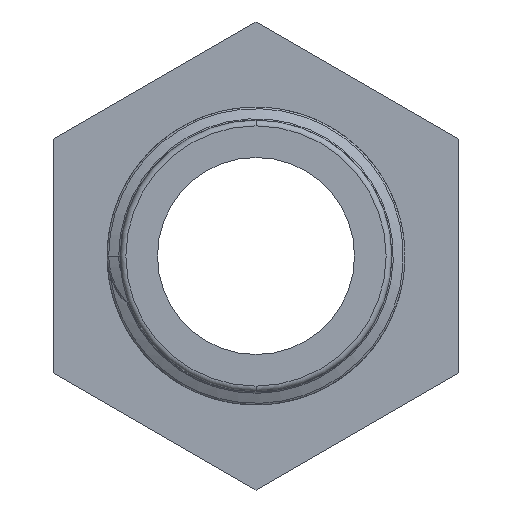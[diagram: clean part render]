
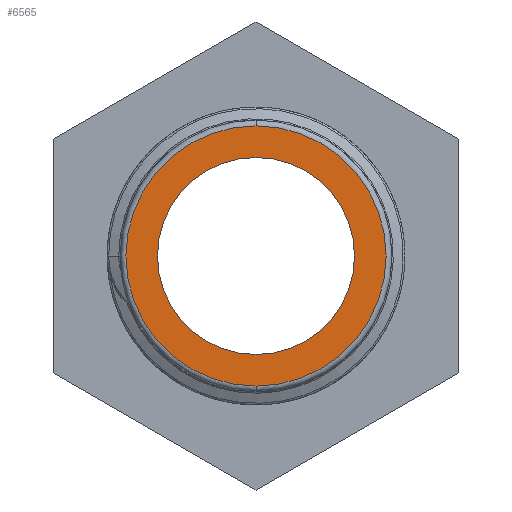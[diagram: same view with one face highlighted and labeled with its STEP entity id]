
A CAD part, left-side view. The second image highlights one B-rep face of the part: STEP entity #6565.
In plain terms, the highlighted planar face has unit normal (-1, 0, 0).
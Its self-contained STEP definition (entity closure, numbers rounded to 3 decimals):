
#2164 = CARTESIAN_POINT ( 'NONE',  ( -39.5, 0., 0. ) ) ;
#2165 = DIRECTION ( 'NONE',  ( -1., 0., 0. ) ) ;
#2166 = DIRECTION ( 'NONE',  ( 0., 0., -1. ) ) ;
#3335 = CARTESIAN_POINT ( 'NONE',  ( -39.5, 0., 0. ) ) ;
#3336 = DIRECTION ( 'NONE',  ( -1., 0., 0. ) ) ;
#3337 = DIRECTION ( 'NONE',  ( 0., 0., -1. ) ) ;
#3364 = CARTESIAN_POINT ( 'NONE',  ( -39.5, 0., 0. ) ) ;
#3365 = DIRECTION ( 'NONE',  ( -1., 0., 0. ) ) ;
#3366 = DIRECTION ( 'NONE',  ( 0., 0., 1. ) ) ;
#3601 = CARTESIAN_POINT ( 'NONE',  ( -39.5, 0., 0. ) ) ;
#3602 = DIRECTION ( 'NONE',  ( -1., 0., 0. ) ) ;
#3603 = DIRECTION ( 'NONE',  ( 0., 0., 1. ) ) ;
#3839 = CARTESIAN_POINT ( 'NONE',  ( -39.5, 0., -11.558 ) ) ;
#3870 = CARTESIAN_POINT ( 'NONE',  ( -39.5, 0., 8.75 ) ) ;
#3894 = CARTESIAN_POINT ( 'NONE',  ( -39.5, 0., -8.75 ) ) ;
#3897 = CARTESIAN_POINT ( 'NONE',  ( -39.5, 0., 11.558 ) ) ;
#3984 = CIRCLE ( 'NONE', #4021, 8.75 ) ;
#4021 = AXIS2_PLACEMENT_3D ( 'NONE', #3601, #3602, #3603 ) ;
#4214 = CARTESIAN_POINT ( 'NONE',  ( -39.5, 8.75, 0. ) ) ;
#4218 = FACE_OUTER_BOUND ( 'NONE', #8655, .T. ) ;
#4219 = FACE_BOUND ( 'NONE', #8702, .T. ) ;
#4220 = PLANE ( 'NONE',  #6340 ) ;
#4222 = DIRECTION ( 'NONE',  ( 1., 0., 0. ) ) ;
#4223 = DIRECTION ( 'NONE',  ( 0., 0., -1. ) ) ;
#6285 = ORIENTED_EDGE ( 'NONE', *, *, #6595, .T. ) ;
#6286 = ORIENTED_EDGE ( 'NONE', *, *, #7089, .T. ) ;
#6287 = ORIENTED_EDGE ( 'NONE', *, *, #7139, .F. ) ;
#6288 = ORIENTED_EDGE ( 'NONE', *, *, #7098, .F. ) ;
#6340 = AXIS2_PLACEMENT_3D ( 'NONE', #4214, #4222, #4223 ) ;
#6372 = AXIS2_PLACEMENT_3D ( 'NONE', #2164, #2165, #2166 ) ;
#6373 = CIRCLE ( 'NONE', #6372, 11.558 ) ;
#6423 = CIRCLE ( 'NONE', #6426, 11.558 ) ;
#6426 = AXIS2_PLACEMENT_3D ( 'NONE', #3335, #3336, #3337 ) ;
#6439 = CIRCLE ( 'NONE', #6443, 8.75 ) ;
#6443 = AXIS2_PLACEMENT_3D ( 'NONE', #3364, #3365, #3366 ) ;
#6565 = ADVANCED_FACE ( 'NONE', ( #4218, #4219 ), #4220, .F. ) ;
#6595 = EDGE_CURVE ( 'NONE', #8557, #8617, #6373, .T. ) ;
#7089 = EDGE_CURVE ( 'NONE', #8617, #8557, #6423, .T. ) ;
#7098 = EDGE_CURVE ( 'NONE', #8614, #8590, #6439, .T. ) ;
#7139 = EDGE_CURVE ( 'NONE', #8590, #8614, #3984, .T. ) ;
#8557 = VERTEX_POINT ( 'NONE', #3839 ) ;
#8590 = VERTEX_POINT ( 'NONE', #3870 ) ;
#8614 = VERTEX_POINT ( 'NONE', #3894 ) ;
#8617 = VERTEX_POINT ( 'NONE', #3897 ) ;
#8655 = EDGE_LOOP ( 'NONE', ( #6285, #6286 ) ) ;
#8702 = EDGE_LOOP ( 'NONE', ( #6287, #6288 ) ) ;
